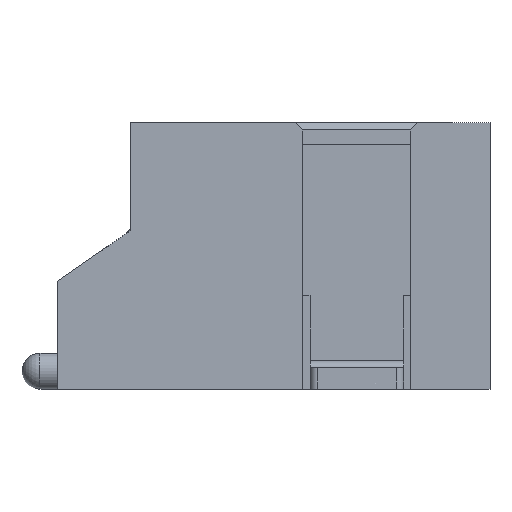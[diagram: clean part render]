
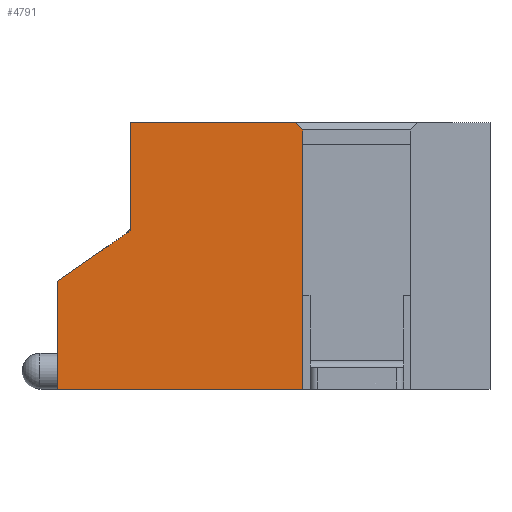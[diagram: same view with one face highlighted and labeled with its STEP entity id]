
A CAD part, front view. The second image highlights one B-rep face of the part: STEP entity #4791.
In plain terms, the highlighted planar face has unit normal (0, -1, 0).
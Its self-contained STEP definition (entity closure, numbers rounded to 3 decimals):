
#107=PLANE('',#5248);
#421=FACE_OUTER_BOUND('',#687,.T.);
#687=EDGE_LOOP('',(#3916,#3917,#3918,#3919,#3920,#3921,#3922));
#922=LINE('',#7670,#1408);
#976=LINE('',#7777,#1462);
#1049=LINE('',#7944,#1535);
#1058=LINE('',#7961,#1544);
#1077=LINE('',#7997,#1563);
#1078=LINE('',#8000,#1564);
#1079=LINE('',#8001,#1565);
#1408=VECTOR('',#6047,10.);
#1462=VECTOR('',#6129,10.);
#1535=VECTOR('',#6268,10.);
#1544=VECTOR('',#6281,10.);
#1563=VECTOR('',#6318,10.);
#1564=VECTOR('',#6321,10.);
#1565=VECTOR('',#6322,10.);
#2158=VERTEX_POINT('',#7667);
#2159=VERTEX_POINT('',#7669);
#2198=VERTEX_POINT('',#7775);
#2258=VERTEX_POINT('',#7941);
#2259=VERTEX_POINT('',#7943);
#2265=VERTEX_POINT('',#7960);
#2274=VERTEX_POINT('',#7999);
#2699=EDGE_CURVE('',#2158,#2159,#922,.T.);
#2753=EDGE_CURVE('',#2158,#2198,#976,.T.);
#2836=EDGE_CURVE('',#2259,#2258,#1049,.T.);
#2845=EDGE_CURVE('',#2159,#2265,#1058,.T.);
#2864=EDGE_CURVE('',#2258,#2265,#1077,.T.);
#2865=EDGE_CURVE('',#2198,#2274,#1078,.T.);
#2866=EDGE_CURVE('',#2274,#2259,#1079,.T.);
#3916=ORIENTED_EDGE('',*,*,#2845,.F.);
#3917=ORIENTED_EDGE('',*,*,#2699,.F.);
#3918=ORIENTED_EDGE('',*,*,#2753,.T.);
#3919=ORIENTED_EDGE('',*,*,#2865,.T.);
#3920=ORIENTED_EDGE('',*,*,#2866,.T.);
#3921=ORIENTED_EDGE('',*,*,#2836,.T.);
#3922=ORIENTED_EDGE('',*,*,#2864,.T.);
#4791=ADVANCED_FACE('',(#421),#107,.T.);
#5248=AXIS2_PLACEMENT_3D('',#7998,#6319,#6320);
#6047=DIRECTION('',(1.,0.,0.));
#6129=DIRECTION('',(0.,0.,-1.));
#6268=DIRECTION('',(1.,0.,0.));
#6281=DIRECTION('',(0.707,0.,-0.707));
#6318=DIRECTION('',(0.,0.,1.));
#6319=DIRECTION('center_axis',(0.,-1.,0.));
#6320=DIRECTION('ref_axis',(0.,0.,-1.));
#6321=DIRECTION('',(-0.819,0.,-0.573));
#6322=DIRECTION('',(0.,0.,-1.));
#7667=CARTESIAN_POINT('',(0.75,-2.25,3.7));
#7669=CARTESIAN_POINT('',(3.05,-2.25,3.7));
#7670=CARTESIAN_POINT('',(0.75,-2.25,3.7));
#7775=CARTESIAN_POINT('',(0.75,-2.25,2.2));
#7777=CARTESIAN_POINT('',(0.75,-2.25,3.7));
#7941=CARTESIAN_POINT('',(3.15,-2.25,0.));
#7943=CARTESIAN_POINT('',(-0.25,-2.25,0.));
#7944=CARTESIAN_POINT('',(0.75,-2.25,0.));
#7960=CARTESIAN_POINT('',(3.15,-2.25,3.6));
#7961=CARTESIAN_POINT('',(2.5,-2.25,4.25));
#7997=CARTESIAN_POINT('',(3.15,-2.25,1.85));
#7998=CARTESIAN_POINT('Origin',(0.75,-2.25,3.7));
#7999=CARTESIAN_POINT('',(-0.25,-2.25,1.5));
#8000=CARTESIAN_POINT('',(0.75,-2.25,2.2));
#8001=CARTESIAN_POINT('',(-0.25,-2.25,1.5));
